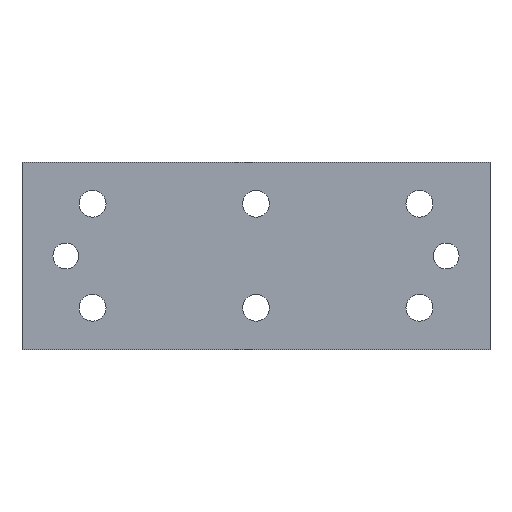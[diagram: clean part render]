
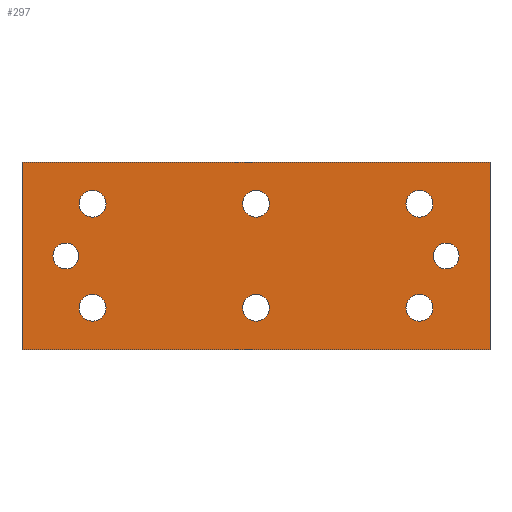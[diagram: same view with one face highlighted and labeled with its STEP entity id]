
A CAD part, top view. The second image highlights one B-rep face of the part: STEP entity #297.
In plain terms, the highlighted planar face has unit normal (0, 0, 1).
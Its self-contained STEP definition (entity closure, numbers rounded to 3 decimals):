
#23=FACE_BOUND('',#72,.T.);
#24=FACE_BOUND('',#73,.T.);
#25=FACE_BOUND('',#74,.T.);
#26=FACE_BOUND('',#75,.T.);
#27=FACE_BOUND('',#76,.T.);
#28=FACE_BOUND('',#77,.T.);
#29=FACE_BOUND('',#78,.T.);
#30=FACE_BOUND('',#79,.T.);
#43=PLANE('',#342);
#57=FACE_OUTER_BOUND('',#71,.T.);
#71=EDGE_LOOP('',(#253,#254,#255,#256));
#72=EDGE_LOOP('',(#257));
#73=EDGE_LOOP('',(#258));
#74=EDGE_LOOP('',(#259));
#75=EDGE_LOOP('',(#260));
#76=EDGE_LOOP('',(#261));
#77=EDGE_LOOP('',(#262));
#78=EDGE_LOOP('',(#263));
#79=EDGE_LOOP('',(#264));
#99=LINE('',#491,#119);
#102=LINE('',#497,#122);
#105=LINE('',#503,#125);
#108=LINE('',#507,#128);
#119=VECTOR('',#410,10.);
#122=VECTOR('',#415,10.);
#125=VECTOR('',#420,10.);
#128=VECTOR('',#425,10.);
#129=CIRCLE('',#315,1.15);
#131=CIRCLE('',#318,1.15);
#133=CIRCLE('',#321,1.15);
#135=CIRCLE('',#324,1.15);
#137=CIRCLE('',#327,1.15);
#139=CIRCLE('',#330,1.15);
#142=CIRCLE('',#334,1.1);
#144=CIRCLE('',#337,1.1);
#145=VERTEX_POINT('',#437);
#147=VERTEX_POINT('',#443);
#149=VERTEX_POINT('',#449);
#151=VERTEX_POINT('',#455);
#153=VERTEX_POINT('',#461);
#155=VERTEX_POINT('',#467);
#158=VERTEX_POINT('',#475);
#160=VERTEX_POINT('',#481);
#163=VERTEX_POINT('',#488);
#164=VERTEX_POINT('',#490);
#166=VERTEX_POINT('',#496);
#168=VERTEX_POINT('',#502);
#169=EDGE_CURVE('',#145,#145,#129,.T.);
#172=EDGE_CURVE('',#147,#147,#131,.T.);
#175=EDGE_CURVE('',#149,#149,#133,.T.);
#178=EDGE_CURVE('',#151,#151,#135,.T.);
#181=EDGE_CURVE('',#153,#153,#137,.T.);
#184=EDGE_CURVE('',#155,#155,#139,.T.);
#189=EDGE_CURVE('',#158,#158,#142,.T.);
#192=EDGE_CURVE('',#160,#160,#144,.T.);
#195=EDGE_CURVE('',#164,#163,#99,.T.);
#198=EDGE_CURVE('',#166,#164,#102,.T.);
#201=EDGE_CURVE('',#168,#166,#105,.T.);
#204=EDGE_CURVE('',#163,#168,#108,.T.);
#253=ORIENTED_EDGE('',*,*,#204,.T.);
#254=ORIENTED_EDGE('',*,*,#201,.T.);
#255=ORIENTED_EDGE('',*,*,#198,.T.);
#256=ORIENTED_EDGE('',*,*,#195,.T.);
#257=ORIENTED_EDGE('',*,*,#169,.T.);
#258=ORIENTED_EDGE('',*,*,#172,.T.);
#259=ORIENTED_EDGE('',*,*,#175,.T.);
#260=ORIENTED_EDGE('',*,*,#178,.T.);
#261=ORIENTED_EDGE('',*,*,#181,.T.);
#262=ORIENTED_EDGE('',*,*,#184,.T.);
#263=ORIENTED_EDGE('',*,*,#189,.T.);
#264=ORIENTED_EDGE('',*,*,#192,.T.);
#297=ADVANCED_FACE('',(#57,#23,#24,#25,#26,#27,#28,#29,#30),#43,.T.);
#315=AXIS2_PLACEMENT_3D('',#438,#352,#353);
#318=AXIS2_PLACEMENT_3D('',#444,#359,#360);
#321=AXIS2_PLACEMENT_3D('',#450,#366,#367);
#324=AXIS2_PLACEMENT_3D('',#456,#373,#374);
#327=AXIS2_PLACEMENT_3D('',#462,#380,#381);
#330=AXIS2_PLACEMENT_3D('',#468,#387,#388);
#334=AXIS2_PLACEMENT_3D('',#477,#397,#398);
#337=AXIS2_PLACEMENT_3D('',#483,#404,#405);
#342=AXIS2_PLACEMENT_3D('',#508,#426,#427);
#352=DIRECTION('center_axis',(0.,0.,-1.));
#353=DIRECTION('ref_axis',(1.,0.,0.));
#359=DIRECTION('center_axis',(0.,0.,-1.));
#360=DIRECTION('ref_axis',(1.,0.,0.));
#366=DIRECTION('center_axis',(0.,0.,-1.));
#367=DIRECTION('ref_axis',(1.,0.,0.));
#373=DIRECTION('center_axis',(0.,0.,-1.));
#374=DIRECTION('ref_axis',(1.,0.,0.));
#380=DIRECTION('center_axis',(0.,0.,-1.));
#381=DIRECTION('ref_axis',(1.,0.,0.));
#387=DIRECTION('center_axis',(0.,0.,-1.));
#388=DIRECTION('ref_axis',(1.,0.,0.));
#397=DIRECTION('center_axis',(0.,0.,-1.));
#398=DIRECTION('ref_axis',(1.,0.,0.));
#404=DIRECTION('center_axis',(0.,0.,-1.));
#405=DIRECTION('ref_axis',(1.,0.,0.));
#410=DIRECTION('',(-1.,0.,0.));
#415=DIRECTION('',(0.,1.,0.));
#420=DIRECTION('',(1.,0.,0.));
#425=DIRECTION('',(0.,-1.,0.));
#426=DIRECTION('center_axis',(0.,0.,1.));
#427=DIRECTION('ref_axis',(1.,0.,0.));
#437=CARTESIAN_POINT('',(-1.15,4.47,1.57));
#438=CARTESIAN_POINT('Origin',(0.,4.47,1.57));
#443=CARTESIAN_POINT('',(-15.12,4.47,1.57));
#444=CARTESIAN_POINT('Origin',(-13.97,4.47,1.57));
#449=CARTESIAN_POINT('',(12.82,4.47,1.57));
#450=CARTESIAN_POINT('Origin',(13.97,4.47,1.57));
#455=CARTESIAN_POINT('',(-15.12,-4.42,1.57));
#456=CARTESIAN_POINT('Origin',(-13.97,-4.42,1.57));
#461=CARTESIAN_POINT('',(-1.15,-4.42,1.57));
#462=CARTESIAN_POINT('Origin',(0.,-4.42,1.57));
#467=CARTESIAN_POINT('',(12.82,-4.42,1.57));
#468=CARTESIAN_POINT('Origin',(13.97,-4.42,1.57));
#475=CARTESIAN_POINT('',(-17.356,0.,1.57));
#477=CARTESIAN_POINT('Origin',(-16.256,0.,1.57));
#481=CARTESIAN_POINT('',(15.156,0.,1.57));
#483=CARTESIAN_POINT('Origin',(16.256,0.,1.57));
#488=CARTESIAN_POINT('',(-20.,8.,1.57));
#490=CARTESIAN_POINT('',(20.,8.,1.57));
#491=CARTESIAN_POINT('',(20.,8.,1.57));
#496=CARTESIAN_POINT('',(20.,-8.,1.57));
#497=CARTESIAN_POINT('',(20.,-8.,1.57));
#502=CARTESIAN_POINT('',(-20.,-8.,1.57));
#503=CARTESIAN_POINT('',(-20.,-8.,1.57));
#507=CARTESIAN_POINT('',(-20.,8.,1.57));
#508=CARTESIAN_POINT('Origin',(0.,0.,1.57));
